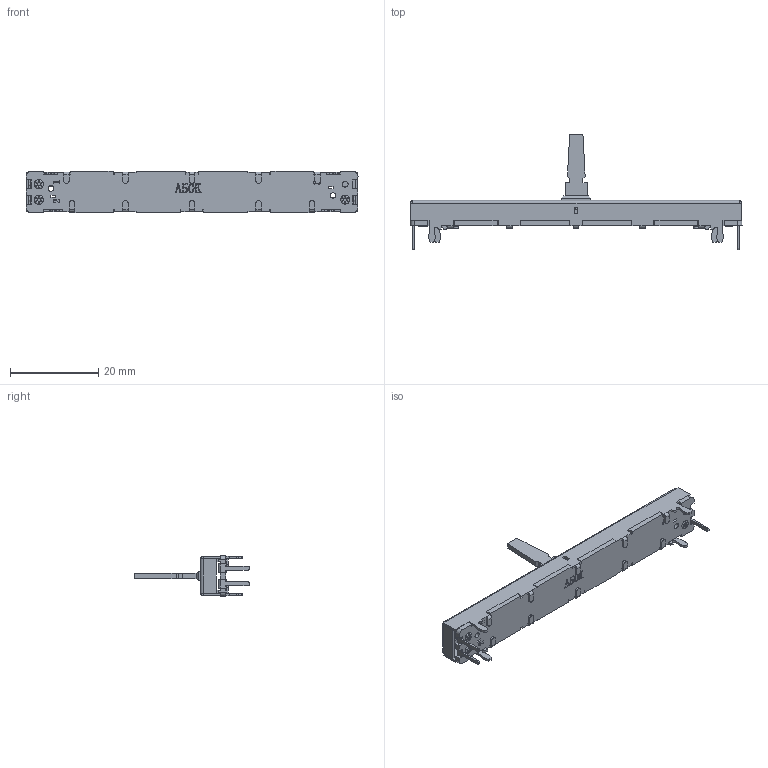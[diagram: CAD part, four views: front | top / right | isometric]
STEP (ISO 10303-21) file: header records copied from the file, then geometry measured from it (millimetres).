
FILE_DESCRIPTION((''),'2;1');
FILE_NAME('PTAXX43XX15DP','2016-12-13T',('rickb'),('Bourns, Inc.'),'CREO PARAMETRIC BY PTC INC, 2016130','CREO PARAMETRIC BY PTC INC, 2016130','');
FILE_SCHEMA(('CONFIG_CONTROL_DESIGN'));
Length unit declared in the file: millimetre
Products named in the file (1): PTAXX43XX15DP
Bounding box: 75.1 x 26.19 x 9.3 mm (x, y, z)
Volume: 1654.4 mm3; surface area: 4655.5 mm2
Topology: 1 solids, 5 shells, 744 faces, 2068 edges, 1310 vertices
Faces by surface type: plane 503, cylinder 146, extrusion 65, torus 22, cone 8
Entity records: 26467 total; most frequent: CARTESIAN_POINT 7389, ORIENTED_EDGE 4136, DIRECTION 3665, EDGE_CURVE 2068, VECTOR 1561, LINE 1496, VERTEX_POINT 1310, AXIS2_PLACEMENT_3D 1052
